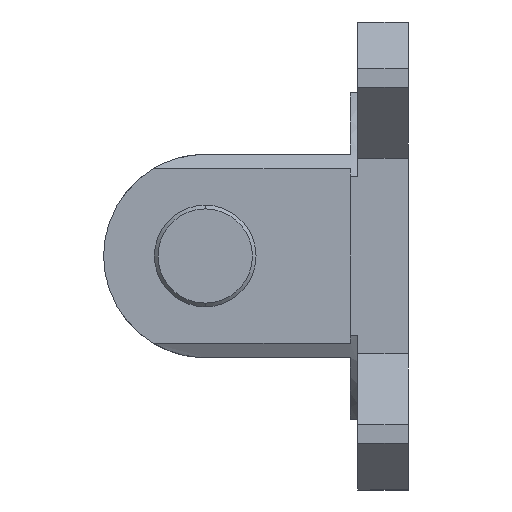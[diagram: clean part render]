
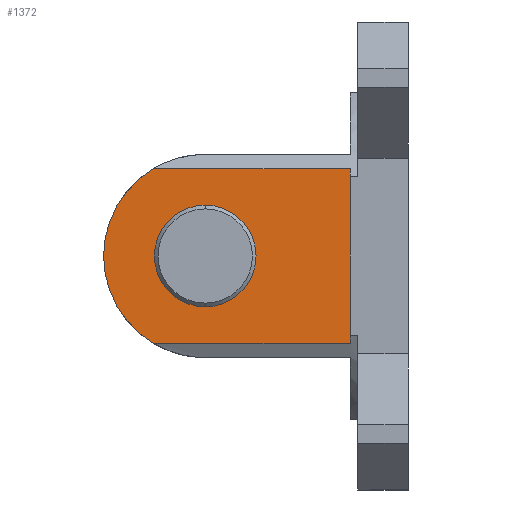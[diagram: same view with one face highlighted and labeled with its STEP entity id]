
A CAD part, left-side view. The second image highlights one B-rep face of the part: STEP entity #1372.
In plain terms, the highlighted planar face has unit normal (-1, 0, 0).
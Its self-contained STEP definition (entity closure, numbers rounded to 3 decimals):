
#13 = LINE ( 'NONE', #2086, #2072 ) ;
#66 = CARTESIAN_POINT ( 'NONE',  ( -21.9, -47.748, -12.058 ) ) ;
#255 = EDGE_CURVE ( 'NONE', #580, #1876, #664, .T. ) ;
#260 = EDGE_LOOP ( 'NONE', ( #939, #328, #2442, #2229 ) ) ;
#263 = CARTESIAN_POINT ( 'NONE',  ( -21.9, 35.114, -12.058 ) ) ;
#269 = DIRECTION ( 'NONE',  ( 0., 0., -1. ) ) ;
#289 = DIRECTION ( 'NONE',  ( 1., 0., 0. ) ) ;
#294 = CARTESIAN_POINT ( 'NONE',  ( -21.9, 8., -12.058 ) ) ;
#298 = CARTESIAN_POINT ( 'NONE',  ( -21.9, 28., 0. ) ) ;
#308 = CIRCLE ( 'NONE', #1899, 7. ) ;
#328 = ORIENTED_EDGE ( 'NONE', *, *, #2538, .T. ) ;
#390 = DIRECTION ( 'NONE',  ( 0., 0., -1. ) ) ;
#391 = DIRECTION ( 'NONE',  ( 0., 0., -1. ) ) ;
#395 = DIRECTION ( 'NONE',  ( 1., 0., 0. ) ) ;
#402 = CARTESIAN_POINT ( 'NONE',  ( -21.9, 28., 0. ) ) ;
#440 = DIRECTION ( 'NONE',  ( 1., 0., 0. ) ) ;
#459 = PLANE ( 'NONE',  #563 ) ;
#530 = CARTESIAN_POINT ( 'NONE',  ( -21.9, -47.748, -12.058 ) ) ;
#555 = VECTOR ( 'NONE', #1495, 1000. ) ;
#563 = AXIS2_PLACEMENT_3D ( 'NONE', #530, #440, #391 ) ;
#580 = VERTEX_POINT ( 'NONE', #950 ) ;
#664 = CIRCLE ( 'NONE', #2055, 7. ) ;
#725 = EDGE_CURVE ( 'NONE', #1876, #580, #308, .T. ) ;
#794 = CARTESIAN_POINT ( 'NONE',  ( -21.9, 35.114, 12.058 ) ) ;
#834 = DIRECTION ( 'NONE',  ( -1., 0., 0. ) ) ;
#939 = ORIENTED_EDGE ( 'NONE', *, *, #1078, .T. ) ;
#950 = CARTESIAN_POINT ( 'NONE',  ( -21.9, 28., -7. ) ) ;
#1068 = DIRECTION ( 'NONE',  ( 0., 0., 1. ) ) ;
#1078 = EDGE_CURVE ( 'NONE', #1168, #2017, #13, .T. ) ;
#1124 = CARTESIAN_POINT ( 'NONE',  ( -21.9, 8., -12.058 ) ) ;
#1167 = CIRCLE ( 'NONE', #1818, 14. ) ;
#1168 = VERTEX_POINT ( 'NONE', #1737 ) ;
#1172 = LINE ( 'NONE', #66, #555 ) ;
#1318 = EDGE_LOOP ( 'NONE', ( #2097, #1843 ) ) ;
#1372 = ADVANCED_FACE ( 'NONE', ( #2133, #2013 ), #459, .F. ) ;
#1431 = CARTESIAN_POINT ( 'NONE',  ( -21.9, 28., 7. ) ) ;
#1495 = DIRECTION ( 'NONE',  ( 0., 1., 0. ) ) ;
#1737 = CARTESIAN_POINT ( 'NONE',  ( -21.9, 8., 12.058 ) ) ;
#1761 = VERTEX_POINT ( 'NONE', #294 ) ;
#1818 = AXIS2_PLACEMENT_3D ( 'NONE', #1994, #834, #2191 ) ;
#1843 = ORIENTED_EDGE ( 'NONE', *, *, #725, .T. ) ;
#1876 = VERTEX_POINT ( 'NONE', #1431 ) ;
#1899 = AXIS2_PLACEMENT_3D ( 'NONE', #402, #395, #390 ) ;
#1906 = EDGE_CURVE ( 'NONE', #1761, #1168, #2223, .T. ) ;
#1941 = VERTEX_POINT ( 'NONE', #263 ) ;
#1994 = CARTESIAN_POINT ( 'NONE',  ( -21.9, 28., 0. ) ) ;
#2013 = FACE_OUTER_BOUND ( 'NONE', #260, .T. ) ;
#2017 = VERTEX_POINT ( 'NONE', #794 ) ;
#2055 = AXIS2_PLACEMENT_3D ( 'NONE', #298, #289, #269 ) ;
#2072 = VECTOR ( 'NONE', #2078, 1000. ) ;
#2078 = DIRECTION ( 'NONE',  ( 0., 1., 0. ) ) ;
#2086 = CARTESIAN_POINT ( 'NONE',  ( -21.9, -47.748, 12.058 ) ) ;
#2097 = ORIENTED_EDGE ( 'NONE', *, *, #255, .T. ) ;
#2133 = FACE_BOUND ( 'NONE', #1318, .T. ) ;
#2175 = EDGE_CURVE ( 'NONE', #1761, #1941, #1172, .T. ) ;
#2191 = DIRECTION ( 'NONE',  ( 0., 0., -1. ) ) ;
#2223 = LINE ( 'NONE', #1124, #2278 ) ;
#2229 = ORIENTED_EDGE ( 'NONE', *, *, #1906, .T. ) ;
#2278 = VECTOR ( 'NONE', #1068, 1000. ) ;
#2442 = ORIENTED_EDGE ( 'NONE', *, *, #2175, .F. ) ;
#2538 = EDGE_CURVE ( 'NONE', #2017, #1941, #1167, .T. ) ;
